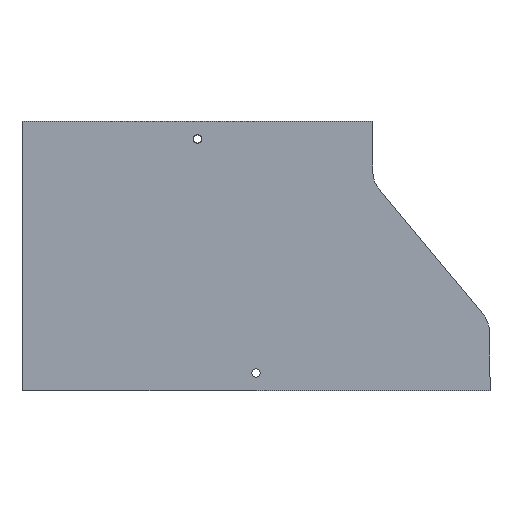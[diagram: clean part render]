
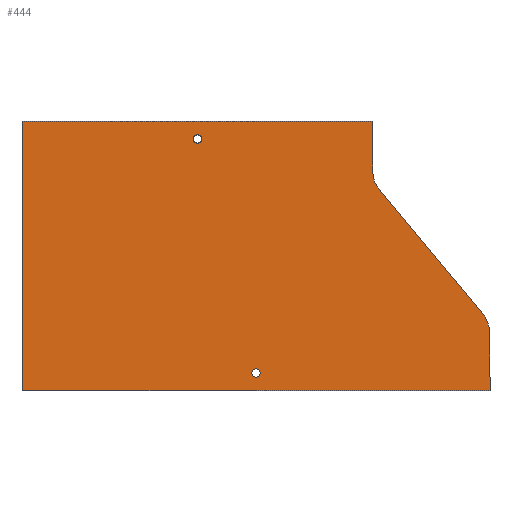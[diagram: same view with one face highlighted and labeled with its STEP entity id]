
A CAD part, front view. The second image highlights one B-rep face of the part: STEP entity #444.
In plain terms, the highlighted planar face has unit normal (0, -1, 0).
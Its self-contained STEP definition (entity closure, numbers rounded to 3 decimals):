
#28 = EDGE_CURVE ( 'NONE', #784, #1539, #1684, .T. ) ;
#77 = EDGE_CURVE ( 'NONE', #1572, #1539, #1769, .T. ) ;
#80 = EDGE_CURVE ( 'NONE', #1545, #1565, #1777, .T. ) ;
#85 = EDGE_CURVE ( 'NONE', #1471, #1471, #1787, .T. ) ;
#86 = EDGE_CURVE ( 'NONE', #1474, #1474, #1791, .T. ) ;
#87 = EDGE_CURVE ( 'NONE', #1565, #1572, #1789, .T. ) ;
#88 = EDGE_CURVE ( 'NONE', #1548, #1563, #1790, .T. ) ;
#89 = EDGE_CURVE ( 'NONE', #1563, #1574, #1794, .T. ) ;
#90 = EDGE_CURVE ( 'NONE', #1574, #784, #1792, .T. ) ;
#195 = DIRECTION ( 'NONE',  ( 0., 1., 0. ) ) ;
#197 = CARTESIAN_POINT ( 'NONE',  ( -320., 0., -44.139 ) ) ;
#198 = PLANE ( 'NONE',  #1180 ) ;
#200 = DIRECTION ( 'NONE',  ( 0., 0., 1. ) ) ;
#263 = CARTESIAN_POINT ( 'NONE',  ( 300., 0., -44.139 ) ) ;
#313 = CARTESIAN_POINT ( 'NONE',  ( 400., 0., -182.241 ) ) ;
#314 = DIRECTION ( 'NONE',  ( 0., 0., 1. ) ) ;
#351 = CARTESIAN_POINT ( 'NONE',  ( 300., 0., 0. ) ) ;
#357 = CARTESIAN_POINT ( 'NONE',  ( 400., 0., -230. ) ) ;
#360 = CARTESIAN_POINT ( 'NONE',  ( 400., 0., -182.241 ) ) ;
#375 = CARTESIAN_POINT ( 'NONE',  ( 393.047, 0., -163.035 ) ) ;
#377 = CARTESIAN_POINT ( 'NONE',  ( 0., 0., -230. ) ) ;
#384 = CARTESIAN_POINT ( 'NONE',  ( 0., 0., 0. ) ) ;
#386 = CARTESIAN_POINT ( 'NONE',  ( 304.636, 0., -56.942 ) ) ;
#444 = ADVANCED_FACE ( 'NONE', ( #1397, #1401, #1398 ), #198, .F. ) ;
#476 = DIRECTION ( 'NONE',  ( -1., 0., 0. ) ) ;
#477 = CARTESIAN_POINT ( 'NONE',  ( -400., 0., -230. ) ) ;
#500 = CARTESIAN_POINT ( 'NONE',  ( 0., 0., 0. ) ) ;
#558 = DIRECTION ( 'NONE',  ( 0., 0., -1. ) ) ;
#559 = DIRECTION ( 'NONE',  ( 0., -1., 0. ) ) ;
#561 = CARTESIAN_POINT ( 'NONE',  ( 200., 0., -215. ) ) ;
#562 = DIRECTION ( 'NONE',  ( 0., 0., -1. ) ) ;
#563 = DIRECTION ( 'NONE',  ( 0., -1., 0. ) ) ;
#564 = CARTESIAN_POINT ( 'NONE',  ( 150., 0., -15. ) ) ;
#565 = CARTESIAN_POINT ( 'NONE',  ( 370., 0., -182.241 ) ) ;
#566 = DIRECTION ( 'NONE',  ( 0., 0., 1. ) ) ;
#568 = DIRECTION ( 'NONE',  ( 0., -1., 0. ) ) ;
#569 = DIRECTION ( 'NONE',  ( 0., 0., 1. ) ) ;
#570 = DIRECTION ( 'NONE',  ( 0., 1., 0. ) ) ;
#572 = CARTESIAN_POINT ( 'NONE',  ( 320., 0., -44.139 ) ) ;
#587 = CARTESIAN_POINT ( 'NONE',  ( 300., 0., 0. ) ) ;
#616 = CARTESIAN_POINT ( 'NONE',  ( -300., 0., 0. ) ) ;
#703 = CARTESIAN_POINT ( 'NONE',  ( 304.636, 0., -56.942 ) ) ;
#705 = DIRECTION ( 'NONE',  ( -0.64, 0., 0.768 ) ) ;
#707 = DIRECTION ( 'NONE',  ( 0., 0., 1. ) ) ;
#737 = DIRECTION ( 'NONE',  ( 1., 0., 0. ) ) ;
#741 = DIRECTION ( 'NONE',  ( 0., 0., 1. ) ) ;
#784 = VERTEX_POINT ( 'NONE', #263 ) ;
#952 = ORIENTED_EDGE ( 'NONE', *, *, #28, .T. ) ;
#953 = ORIENTED_EDGE ( 'NONE', *, *, #90, .T. ) ;
#954 = ORIENTED_EDGE ( 'NONE', *, *, #89, .T. ) ;
#955 = ORIENTED_EDGE ( 'NONE', *, *, #88, .T. ) ;
#956 = ORIENTED_EDGE ( 'NONE', *, *, #1264, .T. ) ;
#957 = ORIENTED_EDGE ( 'NONE', *, *, #80, .F. ) ;
#958 = ORIENTED_EDGE ( 'NONE', *, *, #87, .F. ) ;
#959 = ORIENTED_EDGE ( 'NONE', *, *, #77, .F. ) ;
#960 = ORIENTED_EDGE ( 'NONE', *, *, #86, .F. ) ;
#961 = ORIENTED_EDGE ( 'NONE', *, *, #85, .F. ) ;
#1101 = CARTESIAN_POINT ( 'NONE',  ( 150., 0., -18.5 ) ) ;
#1105 = CARTESIAN_POINT ( 'NONE',  ( 200., 0., -218.5 ) ) ;
#1180 = AXIS2_PLACEMENT_3D ( 'NONE', #197, #195, #200 ) ;
#1230 = AXIS2_PLACEMENT_3D ( 'NONE', #572, #570, #569 ) ;
#1231 = AXIS2_PLACEMENT_3D ( 'NONE', #565, #568, #566 ) ;
#1232 = AXIS2_PLACEMENT_3D ( 'NONE', #564, #563, #562 ) ;
#1233 = AXIS2_PLACEMENT_3D ( 'NONE', #561, #559, #558 ) ;
#1264 = EDGE_CURVE ( 'NONE', #1545, #1548, #1447, .T. ) ;
#1397 = FACE_BOUND ( 'NONE', #1645, .T. ) ;
#1398 = FACE_OUTER_BOUND ( 'NONE', #1636, .T. ) ;
#1401 = FACE_BOUND ( 'NONE', #1624, .T. ) ;
#1447 = LINE ( 'NONE', #313, #1450 ) ;
#1450 = VECTOR ( 'NONE', #314, 1000. ) ;
#1471 = VERTEX_POINT ( 'NONE', #1105 ) ;
#1474 = VERTEX_POINT ( 'NONE', #1101 ) ;
#1539 = VERTEX_POINT ( 'NONE', #351 ) ;
#1545 = VERTEX_POINT ( 'NONE', #357 ) ;
#1548 = VERTEX_POINT ( 'NONE', #360 ) ;
#1563 = VERTEX_POINT ( 'NONE', #375 ) ;
#1565 = VERTEX_POINT ( 'NONE', #377 ) ;
#1572 = VERTEX_POINT ( 'NONE', #384 ) ;
#1574 = VERTEX_POINT ( 'NONE', #386 ) ;
#1624 = EDGE_LOOP ( 'NONE', ( #960 ) ) ;
#1636 = EDGE_LOOP ( 'NONE', ( #959, #958, #957, #956, #955, #954, #953, #952 ) ) ;
#1645 = EDGE_LOOP ( 'NONE', ( #961 ) ) ;
#1684 = LINE ( 'NONE', #587, #1689 ) ;
#1689 = VECTOR ( 'NONE', #741, 1000. ) ;
#1769 = LINE ( 'NONE', #616, #1774 ) ;
#1774 = VECTOR ( 'NONE', #737, 1000. ) ;
#1777 = LINE ( 'NONE', #477, #1780 ) ;
#1780 = VECTOR ( 'NONE', #476, 1000. ) ;
#1787 = CIRCLE ( 'NONE', #1233, 3.5 ) ;
#1789 = LINE ( 'NONE', #500, #1793 ) ;
#1790 = CIRCLE ( 'NONE', #1231, 30. ) ;
#1791 = CIRCLE ( 'NONE', #1232, 3.5 ) ;
#1792 = CIRCLE ( 'NONE', #1230, 20. ) ;
#1793 = VECTOR ( 'NONE', #707, 1000. ) ;
#1794 = LINE ( 'NONE', #703, #1795 ) ;
#1795 = VECTOR ( 'NONE', #705, 1000. ) ;
